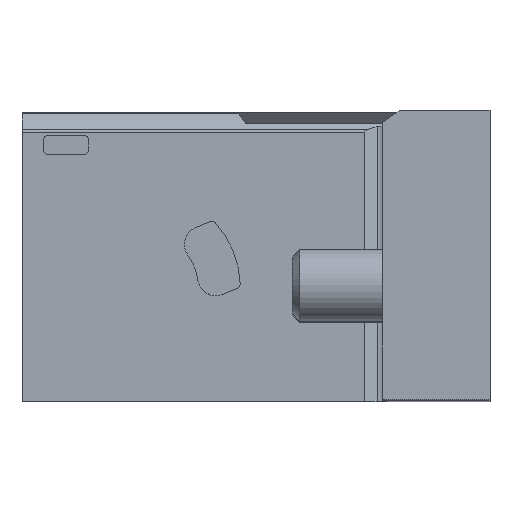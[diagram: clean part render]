
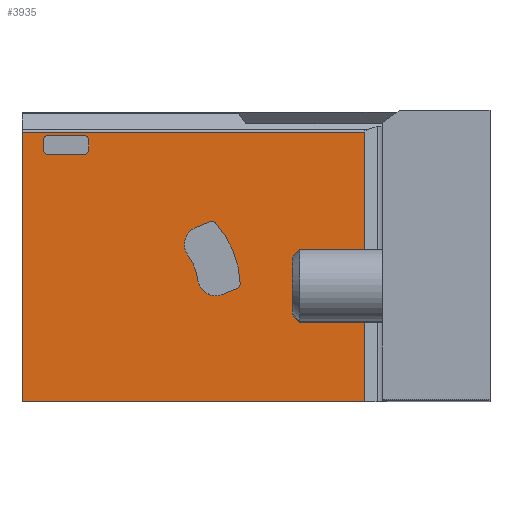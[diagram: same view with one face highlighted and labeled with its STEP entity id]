
A CAD part, top view. The second image highlights one B-rep face of the part: STEP entity #3935.
In plain terms, the highlighted planar face has unit normal (0, 0, 1).
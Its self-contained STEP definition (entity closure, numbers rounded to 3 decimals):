
#156=CIRCLE('',#4161,0.3);
#157=CIRCLE('',#4162,0.3);
#158=CIRCLE('',#4163,0.3);
#159=CIRCLE('',#4164,0.3);
#160=CIRCLE('',#4165,1.);
#161=CIRCLE('',#4166,0.3);
#162=CIRCLE('',#4167,5.325);
#163=CIRCLE('',#4168,0.3);
#164=CIRCLE('',#4169,1.);
#165=CIRCLE('',#4170,3.);
#422=ORIENTED_EDGE('',*,*,#1223,.F.);
#423=ORIENTED_EDGE('',*,*,#1224,.F.);
#424=ORIENTED_EDGE('',*,*,#1225,.F.);
#425=ORIENTED_EDGE('',*,*,#1226,.F.);
#426=ORIENTED_EDGE('',*,*,#1227,.F.);
#427=ORIENTED_EDGE('',*,*,#1228,.F.);
#428=ORIENTED_EDGE('',*,*,#1229,.F.);
#429=ORIENTED_EDGE('',*,*,#1230,.F.);
#430=ORIENTED_EDGE('',*,*,#1231,.F.);
#431=ORIENTED_EDGE('',*,*,#1232,.F.);
#432=ORIENTED_EDGE('',*,*,#1233,.F.);
#433=ORIENTED_EDGE('',*,*,#1234,.F.);
#434=ORIENTED_EDGE('',*,*,#1235,.F.);
#435=ORIENTED_EDGE('',*,*,#1236,.F.);
#436=ORIENTED_EDGE('',*,*,#1237,.F.);
#437=ORIENTED_EDGE('',*,*,#1238,.T.);
#438=ORIENTED_EDGE('',*,*,#1239,.T.);
#439=ORIENTED_EDGE('',*,*,#1240,.T.);
#440=ORIENTED_EDGE('',*,*,#1138,.T.);
#441=ORIENTED_EDGE('',*,*,#1071,.F.);
#1071=EDGE_CURVE('',#1488,#1478,#1768,.T.);
#1138=EDGE_CURVE('',#1552,#1478,#1823,.T.);
#1223=EDGE_CURVE('',#1617,#1618,#156,.T.);
#1224=EDGE_CURVE('',#1619,#1617,#1878,.T.);
#1225=EDGE_CURVE('',#1620,#1619,#157,.T.);
#1226=EDGE_CURVE('',#1621,#1620,#1879,.T.);
#1227=EDGE_CURVE('',#1622,#1621,#158,.T.);
#1228=EDGE_CURVE('',#1623,#1622,#1880,.T.);
#1229=EDGE_CURVE('',#1624,#1623,#159,.T.);
#1230=EDGE_CURVE('',#1618,#1624,#1881,.T.);
#1231=EDGE_CURVE('',#1625,#1626,#160,.T.);
#1232=EDGE_CURVE('',#1627,#1625,#1882,.T.);
#1233=EDGE_CURVE('',#1628,#1627,#161,.T.);
#1234=EDGE_CURVE('',#1629,#1628,#162,.T.);
#1235=EDGE_CURVE('',#1630,#1629,#163,.T.);
#1236=EDGE_CURVE('',#1631,#1630,#1883,.T.);
#1237=EDGE_CURVE('',#1632,#1631,#164,.T.);
#1238=EDGE_CURVE('',#1632,#1626,#165,.T.);
#1239=EDGE_CURVE('',#1488,#1633,#1884,.T.);
#1240=EDGE_CURVE('',#1633,#1552,#1885,.T.);
#1478=VERTEX_POINT('',#5269);
#1488=VERTEX_POINT('',#5289);
#1552=VERTEX_POINT('',#5424);
#1617=VERTEX_POINT('',#5607);
#1618=VERTEX_POINT('',#5608);
#1619=VERTEX_POINT('',#5610);
#1620=VERTEX_POINT('',#5612);
#1621=VERTEX_POINT('',#5614);
#1622=VERTEX_POINT('',#5616);
#1623=VERTEX_POINT('',#5618);
#1624=VERTEX_POINT('',#5620);
#1625=VERTEX_POINT('',#5623);
#1626=VERTEX_POINT('',#5624);
#1627=VERTEX_POINT('',#5626);
#1628=VERTEX_POINT('',#5628);
#1629=VERTEX_POINT('',#5630);
#1630=VERTEX_POINT('',#5632);
#1631=VERTEX_POINT('',#5634);
#1632=VERTEX_POINT('',#5636);
#1633=VERTEX_POINT('',#5639);
#1768=LINE('',#5290,#2061);
#1823=LINE('',#5423,#2116);
#1878=LINE('',#5609,#2171);
#1879=LINE('',#5613,#2172);
#1880=LINE('',#5617,#2173);
#1881=LINE('',#5621,#2174);
#1882=LINE('',#5625,#2175);
#1883=LINE('',#5633,#2176);
#1884=LINE('',#5638,#2177);
#1885=LINE('',#5640,#2178);
#2061=VECTOR('',#4407,1000.);
#2116=VECTOR('',#4492,1000.);
#2171=VECTOR('',#4635,1000.);
#2172=VECTOR('',#4638,1000.);
#2173=VECTOR('',#4641,1000.);
#2174=VECTOR('',#4644,1000.);
#2175=VECTOR('',#4647,1000.);
#2176=VECTOR('',#4654,1000.);
#2177=VECTOR('',#4659,1000.);
#2178=VECTOR('',#4660,1000.);
#2378=EDGE_LOOP('',(#422,#423,#424,#425,#426,#427,#428,#429));
#2379=EDGE_LOOP('',(#430,#431,#432,#433,#434,#435,#436,#437));
#2380=EDGE_LOOP('',(#438,#439,#440,#441));
#2590=FACE_BOUND('',#2378,.T.);
#2591=FACE_BOUND('',#2379,.T.);
#2592=FACE_BOUND('',#2380,.T.);
#2787=PLANE('',#4160);
#3935=ADVANCED_FACE('',(#2590,#2591,#2592),#2787,.T.);
#4160=AXIS2_PLACEMENT_3D('',#5605,#4631,#4632);
#4161=AXIS2_PLACEMENT_3D('',#5606,#4633,#4634);
#4162=AXIS2_PLACEMENT_3D('',#5611,#4636,#4637);
#4163=AXIS2_PLACEMENT_3D('',#5615,#4639,#4640);
#4164=AXIS2_PLACEMENT_3D('',#5619,#4642,#4643);
#4165=AXIS2_PLACEMENT_3D('',#5622,#4645,#4646);
#4166=AXIS2_PLACEMENT_3D('',#5627,#4648,#4649);
#4167=AXIS2_PLACEMENT_3D('',#5629,#4650,#4651);
#4168=AXIS2_PLACEMENT_3D('',#5631,#4652,#4653);
#4169=AXIS2_PLACEMENT_3D('',#5635,#4655,#4656);
#4170=AXIS2_PLACEMENT_3D('',#5637,#4657,#4658);
#4407=DIRECTION('',(-1.,0.,0.));
#4492=DIRECTION('',(0.,-1.,0.));
#4631=DIRECTION('',(0.,0.,1.));
#4632=DIRECTION('',(1.,0.,0.));
#4633=DIRECTION('',(0.,0.,1.));
#4634=DIRECTION('',(1.,0.,0.));
#4635=DIRECTION('',(0.,-1.,0.));
#4636=DIRECTION('',(0.,0.,1.));
#4637=DIRECTION('',(1.,0.,0.));
#4638=DIRECTION('',(-1.,0.,0.));
#4639=DIRECTION('',(0.,0.,1.));
#4640=DIRECTION('',(1.,0.,0.));
#4641=DIRECTION('',(0.,1.,0.));
#4642=DIRECTION('',(0.,0.,1.));
#4643=DIRECTION('',(1.,0.,0.));
#4644=DIRECTION('',(1.,0.,0.));
#4645=DIRECTION('',(0.,0.,1.));
#4646=DIRECTION('',(1.,0.,0.));
#4647=DIRECTION('',(-0.927,-0.375,0.));
#4648=DIRECTION('',(0.,0.,1.));
#4649=DIRECTION('',(1.,0.,0.));
#4650=DIRECTION('',(0.,0.,1.));
#4651=DIRECTION('',(1.,0.,0.));
#4652=DIRECTION('',(0.,0.,1.));
#4653=DIRECTION('',(1.,0.,0.));
#4654=DIRECTION('',(0.927,0.375,0.));
#4655=DIRECTION('',(0.,0.,1.));
#4656=DIRECTION('',(1.,0.,0.));
#4657=DIRECTION('',(0.,0.,1.));
#4658=DIRECTION('',(1.,0.,0.));
#4659=DIRECTION('',(0.,1.,0.));
#4660=DIRECTION('',(-1.,0.,0.));
#5269=CARTESIAN_POINT('',(-26.,0.,10.));
#5289=CARTESIAN_POINT('',(-6.983,0.,10.));
#5290=CARTESIAN_POINT('',(-6.,0.,10.));
#5423=CARTESIAN_POINT('',(-26.,16.05,10.));
#5424=CARTESIAN_POINT('',(-26.,14.967,10.));
#5605=CARTESIAN_POINT('',(-6.,16.05,10.));
#5606=CARTESIAN_POINT('',(-24.5,14.,10.));
#5607=CARTESIAN_POINT('',(-24.8,14.,10.));
#5608=CARTESIAN_POINT('',(-24.5,13.7,10.));
#5609=CARTESIAN_POINT('',(-24.8,14.5,10.));
#5610=CARTESIAN_POINT('',(-24.8,14.5,10.));
#5611=CARTESIAN_POINT('',(-24.5,14.5,10.));
#5612=CARTESIAN_POINT('',(-24.5,14.8,10.));
#5613=CARTESIAN_POINT('',(-22.6,14.8,10.));
#5614=CARTESIAN_POINT('',(-22.6,14.8,10.));
#5615=CARTESIAN_POINT('',(-22.6,14.5,10.));
#5616=CARTESIAN_POINT('',(-22.3,14.5,10.));
#5617=CARTESIAN_POINT('',(-22.3,14.,10.));
#5618=CARTESIAN_POINT('',(-22.3,14.,10.));
#5619=CARTESIAN_POINT('',(-22.6,14.,10.));
#5620=CARTESIAN_POINT('',(-22.6,13.7,10.));
#5621=CARTESIAN_POINT('',(-24.5,13.7,10.));
#5622=CARTESIAN_POINT('',(-15.984,8.728,10.));
#5623=CARTESIAN_POINT('',(-16.358,9.655,10.));
#5624=CARTESIAN_POINT('',(-16.788,8.134,10.));
#5625=CARTESIAN_POINT('',(-15.565,9.976,10.));
#5626=CARTESIAN_POINT('',(-15.565,9.976,10.));
#5627=CARTESIAN_POINT('',(-15.452,9.698,10.));
#5628=CARTESIAN_POINT('',(-15.229,9.897,10.));
#5629=CARTESIAN_POINT('',(-19.2,6.35,10.));
#5630=CARTESIAN_POINT('',(-13.879,6.557,10.));
#5631=CARTESIAN_POINT('',(-14.179,6.545,10.));
#5632=CARTESIAN_POINT('',(-14.066,6.267,10.));
#5633=CARTESIAN_POINT('',(-14.86,5.946,10.));
#5634=CARTESIAN_POINT('',(-14.86,5.946,10.));
#5635=CARTESIAN_POINT('',(-15.234,6.874,10.));
#5636=CARTESIAN_POINT('',(-16.226,6.743,10.));
#5637=CARTESIAN_POINT('',(-19.2,6.35,10.));
#5638=CARTESIAN_POINT('',(-6.983,0.,10.));
#5639=CARTESIAN_POINT('',(-6.983,14.967,10.));
#5640=CARTESIAN_POINT('',(-6.,14.967,10.));
